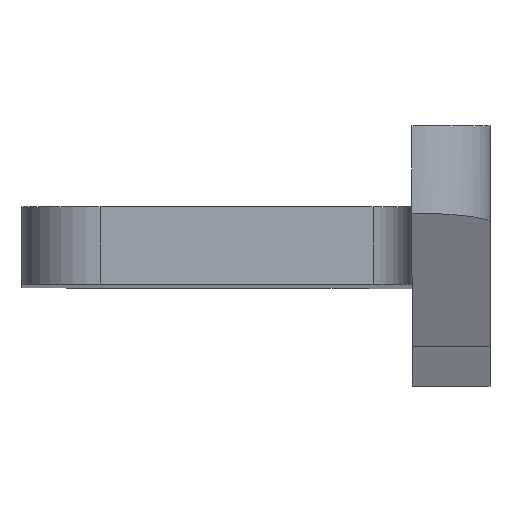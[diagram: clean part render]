
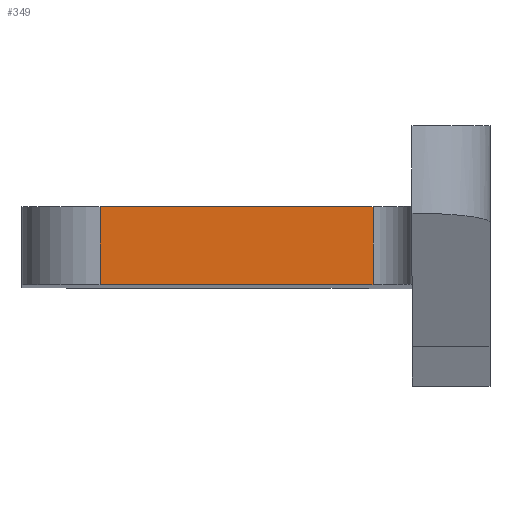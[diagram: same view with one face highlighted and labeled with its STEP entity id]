
A CAD part, top view. The second image highlights one B-rep face of the part: STEP entity #349.
In plain terms, the highlighted planar face has unit normal (0, 0, 1).
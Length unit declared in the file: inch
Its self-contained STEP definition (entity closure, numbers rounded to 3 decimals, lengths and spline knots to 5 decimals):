
#17=PLANE('',#392);
#28=FACE_OUTER_BOUND('',#47,.T.);
#47=EDGE_LOOP('',(#225,#226,#227,#228));
#65=LINE('',#537,#94);
#67=LINE('',#543,#96);
#68=LINE('',#545,#97);
#69=LINE('',#546,#98);
#94=VECTOR('',#432,0.3937);
#96=VECTOR('',#438,0.3937);
#97=VECTOR('',#439,0.3937);
#98=VECTOR('',#440,0.3937);
#141=VERTEX_POINT('',#534);
#142=VERTEX_POINT('',#536);
#144=VERTEX_POINT('',#542);
#145=VERTEX_POINT('',#544);
#173=EDGE_CURVE('',#141,#142,#65,.T.);
#176=EDGE_CURVE('',#144,#141,#67,.T.);
#177=EDGE_CURVE('',#145,#144,#68,.T.);
#178=EDGE_CURVE('',#142,#145,#69,.T.);
#225=ORIENTED_EDGE('',*,*,#173,.F.);
#226=ORIENTED_EDGE('',*,*,#176,.F.);
#227=ORIENTED_EDGE('',*,*,#177,.F.);
#228=ORIENTED_EDGE('',*,*,#178,.F.);
#349=ADVANCED_FACE('',(#28),#17,.T.);
#392=AXIS2_PLACEMENT_3D('',#541,#436,#437);
#432=DIRECTION('',(0.,-1.,0.));
#436=DIRECTION('center_axis',(0.,0.,1.));
#437=DIRECTION('ref_axis',(-1.,0.,0.));
#438=DIRECTION('',(1.,0.,0.));
#439=DIRECTION('',(0.,1.,0.));
#440=DIRECTION('',(-1.,0.,0.));
#534=CARTESIAN_POINT('',(5.59941,-0.33465,0.54724));
#536=CARTESIAN_POINT('',(5.59941,-0.41339,0.54724));
#537=CARTESIAN_POINT('',(5.59941,-0.36113,0.54724));
#541=CARTESIAN_POINT('Origin',(5.63878,-0.33465,0.54724));
#542=CARTESIAN_POINT('',(5.32382,-0.33465,0.54724));
#543=CARTESIAN_POINT('',(5.24508,-0.33465,0.54724));
#544=CARTESIAN_POINT('',(5.32382,-0.41339,0.54724));
#545=CARTESIAN_POINT('',(5.32382,-0.33465,0.54724));
#546=CARTESIAN_POINT('',(5.24508,-0.41339,0.54724));
